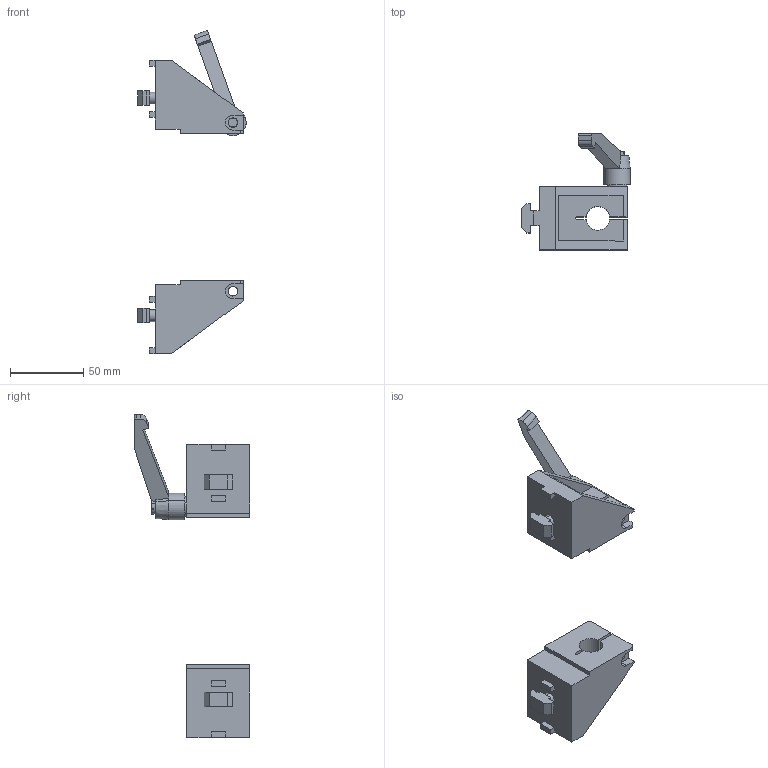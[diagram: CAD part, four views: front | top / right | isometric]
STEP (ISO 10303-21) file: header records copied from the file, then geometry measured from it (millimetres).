
FILE_DESCRIPTION (( 'STEP AP214' ), '1' );
FILE_NAME ('6121460', '2019-02-04T08:23:02', ( '' ), ('JUGARD+KÜNSTNER GmbH'), 'SwSTEP 2.0', 'SolidWorks 2017', '' );
FILE_SCHEMA (( 'AUTOMOTIVE_DESIGN' ));
Length unit declared in the file: millimetre
Products named in the file (4): Kopie von Klemmhebel^6121460; 6121460_CNAJF00; Kopie von Lagerbock 45x45_2^6121460; Kopie von Lagerbock 45x45^6121460
Assembly tree (3 placements, depth 2):
  6121460_CNAJF00
    Kopie von Lagerbock 45x45^6121460
    Kopie von Lagerbock 45x45_2^6121460
    Kopie von Klemmhebel^6121460
Bounding box: 73.79 x 79 x 220.31 mm (x, y, z)
Volume: 135970.3 mm3; surface area: 40808.1 mm2
Topology: 3 solids, 3 shells, 168 faces, 436 edges, 289 vertices
Faces by surface type: plane 116, cylinder 49, cone 3
Entity records: 5784 total; most frequent: CARTESIAN_POINT 905, DIRECTION 890, ORIENTED_EDGE 872, EDGE_CURVE 436, VECTOR 326, LINE 326, VERTEX_POINT 289, AXIS2_PLACEMENT_3D 282
